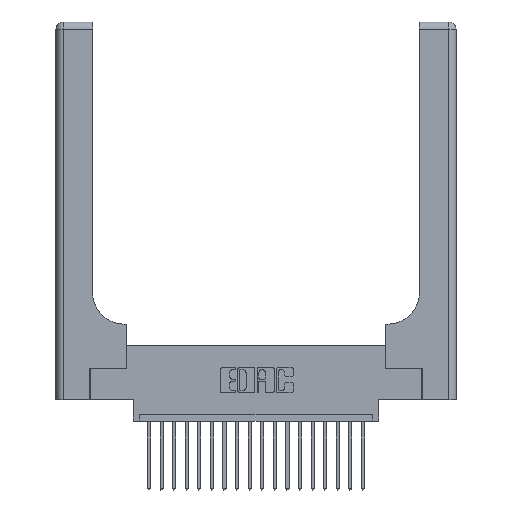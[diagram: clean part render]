
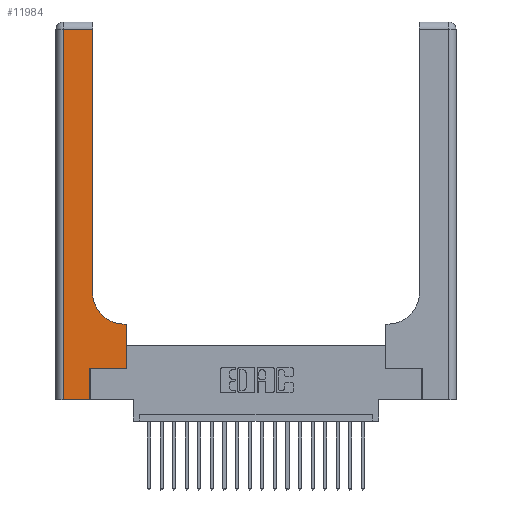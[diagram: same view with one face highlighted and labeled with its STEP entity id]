
A CAD part, top view. The second image highlights one B-rep face of the part: STEP entity #11984.
In plain terms, the highlighted planar face has unit normal (0, 0, 1).
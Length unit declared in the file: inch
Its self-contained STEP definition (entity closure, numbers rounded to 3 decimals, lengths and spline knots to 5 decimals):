
#861 = EDGE_CURVE ( 'NONE', #9842, #14338, #16380, .T. ) ;
#1373 = CARTESIAN_POINT ( 'NONE',  ( 0.5415, 0.85, 0.37 ) ) ;
#1487 = CARTESIAN_POINT ( 'NONE',  ( 0., 0., 0.37 ) ) ;
#1570 = LINE ( 'NONE', #1487, #20794 ) ;
#1657 = CARTESIAN_POINT ( 'NONE',  ( 0.2915, 0.6, 0.37 ) ) ;
#2218 = FACE_OUTER_BOUND ( 'NONE', #12654, .T. ) ;
#2958 = LINE ( 'NONE', #12569, #8796 ) ;
#3066 = VECTOR ( 'NONE', #8863, 39.37008 ) ;
#3271 = ORIENTED_EDGE ( 'NONE', *, *, #861, .T. ) ;
#3421 = VERTEX_POINT ( 'NONE', #20155 ) ;
#3513 = ORIENTED_EDGE ( 'NONE', *, *, #4061, .T. ) ;
#4061 = EDGE_CURVE ( 'NONE', #4698, #10743, #1570, .T. ) ;
#4160 = VECTOR ( 'NONE', #15221, 39.37008 ) ;
#4359 = VERTEX_POINT ( 'NONE', #18644 ) ;
#4686 = EDGE_CURVE ( 'NONE', #4359, #14631, #13288, .T. ) ;
#4698 = VERTEX_POINT ( 'NONE', #4745 ) ;
#4745 = CARTESIAN_POINT ( 'NONE',  ( 0.06, 0., 0.37 ) ) ;
#5079 = CARTESIAN_POINT ( 'NONE',  ( 0., 2.94, 0.37 ) ) ;
#5209 = DIRECTION ( 'NONE',  ( 0., 0., -1. ) ) ;
#5214 = LINE ( 'NONE', #5079, #4160 ) ;
#5259 = ORIENTED_EDGE ( 'NONE', *, *, #14910, .T. ) ;
#5680 = CARTESIAN_POINT ( 'NONE',  ( 0.06, 2.94, 0.37 ) ) ;
#5788 = LINE ( 'NONE', #14884, #21562 ) ;
#6537 = ORIENTED_EDGE ( 'NONE', *, *, #18700, .T. ) ;
#8076 = VECTOR ( 'NONE', #21114, 39.37008 ) ;
#8790 = DIRECTION ( 'NONE',  ( -1., 0., 0. ) ) ;
#8796 = VECTOR ( 'NONE', #12868, 39.37008 ) ;
#8863 = DIRECTION ( 'NONE',  ( 1., 0., 0. ) ) ;
#9118 = VERTEX_POINT ( 'NONE', #14166 ) ;
#9842 = VERTEX_POINT ( 'NONE', #14654 ) ;
#10077 = CARTESIAN_POINT ( 'NONE',  ( 0.2915, 0.85, 0.37 ) ) ;
#10693 = VERTEX_POINT ( 'NONE', #5680 ) ;
#10743 = VERTEX_POINT ( 'NONE', #14259 ) ;
#11391 = DIRECTION ( 'NONE',  ( 0., 1., 0. ) ) ;
#11545 = ORIENTED_EDGE ( 'NONE', *, *, #12956, .T. ) ;
#11685 = LINE ( 'NONE', #1657, #17817 ) ;
#11984 = ADVANCED_FACE ( 'NONE', ( #2218 ), #13957, .F. ) ;
#12569 = CARTESIAN_POINT ( 'NONE',  ( 0.2915, 3., 0.37 ) ) ;
#12642 = LINE ( 'NONE', #16008, #8076 ) ;
#12654 = EDGE_LOOP ( 'NONE', ( #21419, #14117, #17546, #3513, #5259, #3271, #6537, #11545, #20173 ) ) ;
#12868 = DIRECTION ( 'NONE',  ( 0., 1., 0. ) ) ;
#12956 = EDGE_CURVE ( 'NONE', #9118, #4359, #11685, .T. ) ;
#13177 = DIRECTION ( 'NONE',  ( 1., 0., 0. ) ) ;
#13288 = CIRCLE ( 'NONE', #18092, 0.25 ) ;
#13469 = EDGE_CURVE ( 'NONE', #3421, #10693, #5214, .T. ) ;
#13957 = PLANE ( 'NONE',  #16498 ) ;
#14112 = VECTOR ( 'NONE', #17788, 39.37008 ) ;
#14117 = ORIENTED_EDGE ( 'NONE', *, *, #13469, .T. ) ;
#14166 = CARTESIAN_POINT ( 'NONE',  ( 0.5585, 0.6, 0.37 ) ) ;
#14259 = CARTESIAN_POINT ( 'NONE',  ( 0.269, 0., 0.37 ) ) ;
#14338 = VERTEX_POINT ( 'NONE', #15738 ) ;
#14631 = VERTEX_POINT ( 'NONE', #10077 ) ;
#14654 = CARTESIAN_POINT ( 'NONE',  ( 0.269, 0.25, 0.37 ) ) ;
#14884 = CARTESIAN_POINT ( 'NONE',  ( 0.5585, 0.25, 0.37 ) ) ;
#14910 = EDGE_CURVE ( 'NONE', #10743, #9842, #12642, .T. ) ;
#15221 = DIRECTION ( 'NONE',  ( -1., 0., 0. ) ) ;
#15560 = CARTESIAN_POINT ( 'NONE',  ( 0.269, 0.25, 0.37 ) ) ;
#15738 = CARTESIAN_POINT ( 'NONE',  ( 0.5585, 0.25, 0.37 ) ) ;
#16008 = CARTESIAN_POINT ( 'NONE',  ( 0.269, 0., 0.37 ) ) ;
#16380 = LINE ( 'NONE', #15560, #3066 ) ;
#16498 = AXIS2_PLACEMENT_3D ( 'NONE', #18936, #5209, #8790 ) ;
#17093 = DIRECTION ( 'NONE',  ( -1., 0., 0. ) ) ;
#17546 = ORIENTED_EDGE ( 'NONE', *, *, #20366, .T. ) ;
#17590 = EDGE_CURVE ( 'NONE', #14631, #3421, #2958, .T. ) ;
#17720 = CARTESIAN_POINT ( 'NONE',  ( 0.06, 3., 0.37 ) ) ;
#17788 = DIRECTION ( 'NONE',  ( 0., -1., 0. ) ) ;
#17817 = VECTOR ( 'NONE', #17093, 39.37008 ) ;
#18092 = AXIS2_PLACEMENT_3D ( 'NONE', #1373, #19862, #13177 ) ;
#18644 = CARTESIAN_POINT ( 'NONE',  ( 0.5415, 0.6, 0.37 ) ) ;
#18647 = LINE ( 'NONE', #17720, #14112 ) ;
#18700 = EDGE_CURVE ( 'NONE', #14338, #9118, #5788, .T. ) ;
#18936 = CARTESIAN_POINT ( 'NONE',  ( 0., 3., 0.37 ) ) ;
#19862 = DIRECTION ( 'NONE',  ( 0., 0., -1. ) ) ;
#20155 = CARTESIAN_POINT ( 'NONE',  ( 0.2915, 2.94, 0.37 ) ) ;
#20173 = ORIENTED_EDGE ( 'NONE', *, *, #4686, .T. ) ;
#20366 = EDGE_CURVE ( 'NONE', #10693, #4698, #18647, .T. ) ;
#20794 = VECTOR ( 'NONE', #21945, 39.37008 ) ;
#21114 = DIRECTION ( 'NONE',  ( 0., 1., 0. ) ) ;
#21419 = ORIENTED_EDGE ( 'NONE', *, *, #17590, .T. ) ;
#21562 = VECTOR ( 'NONE', #11391, 39.37008 ) ;
#21945 = DIRECTION ( 'NONE',  ( 1., 0., 0. ) ) ;
